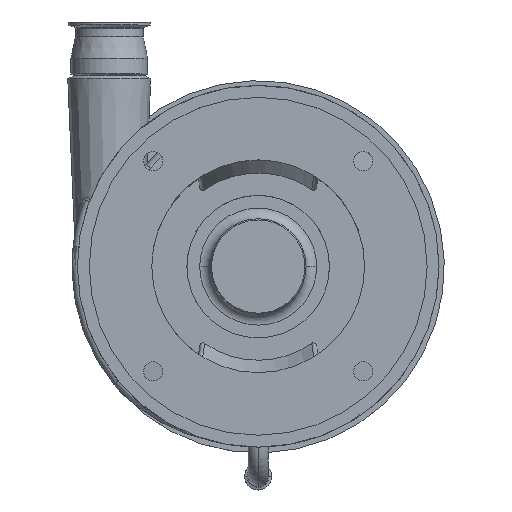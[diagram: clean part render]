
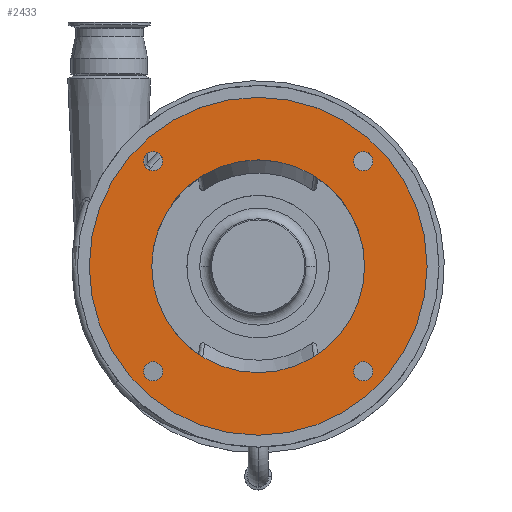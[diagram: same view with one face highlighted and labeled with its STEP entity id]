
A CAD part, top view. The second image highlights one B-rep face of the part: STEP entity #2433.
In plain terms, the highlighted planar face has unit normal (0, 0, 1).
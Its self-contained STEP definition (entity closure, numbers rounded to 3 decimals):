
#26 = AXIS2_PLACEMENT_3D ( 'NONE', #4523, #3266, #14375 ) ;
#54 = ORIENTED_EDGE ( 'NONE', *, *, #3161, .T. ) ;
#90 = DIRECTION ( 'NONE',  ( 1., 0., 0. ) ) ;
#164 = PLANE ( 'NONE',  #291 ) ;
#291 = AXIS2_PLACEMENT_3D ( 'NONE', #14921, #7431, #90 ) ;
#309 = CARTESIAN_POINT ( 'NONE',  ( 89.783, 98.783, 254.5 ) ) ;
#373 = EDGE_LOOP ( 'NONE', ( #4060, #13363 ) ) ;
#407 = ORIENTED_EDGE ( 'NONE', *, *, #10650, .T. ) ;
#415 = AXIS2_PLACEMENT_3D ( 'NONE', #4736, #861, #9644 ) ;
#861 = DIRECTION ( 'NONE',  ( 0., 0., -1. ) ) ;
#1283 = CARTESIAN_POINT ( 'NONE',  ( -98.783, -98.783, 254.5 ) ) ;
#1422 = ORIENTED_EDGE ( 'NONE', *, *, #4374, .T. ) ;
#1621 = CARTESIAN_POINT ( 'NONE',  ( 98.783, 98.783, 254.5 ) ) ;
#1649 = CIRCLE ( 'NONE', #10657, 9. ) ;
#1875 = CIRCLE ( 'NONE', #13474, 158.8 ) ;
#1927 = VERTEX_POINT ( 'NONE', #7278 ) ;
#2090 = AXIS2_PLACEMENT_3D ( 'NONE', #4185, #6776, #12969 ) ;
#2433 = ADVANCED_FACE ( 'NONE', ( #13773, #7584, #13554, #12345, #11117, #8780 ), #164, .T. ) ;
#2508 = CARTESIAN_POINT ( 'NONE',  ( 89.783, -98.783, 254.5 ) ) ;
#2519 = ORIENTED_EDGE ( 'NONE', *, *, #9582, .T. ) ;
#2538 = DIRECTION ( 'NONE',  ( 0., 0., -1. ) ) ;
#2592 = DIRECTION ( 'NONE',  ( 0., 0., -1. ) ) ;
#2669 = DIRECTION ( 'NONE',  ( 1., 0., 0. ) ) ;
#2827 = ORIENTED_EDGE ( 'NONE', *, *, #7877, .T. ) ;
#3161 = EDGE_CURVE ( 'NONE', #8912, #7471, #1875, .T. ) ;
#3226 = ORIENTED_EDGE ( 'NONE', *, *, #12147, .T. ) ;
#3266 = DIRECTION ( 'NONE',  ( 0., 0., -1. ) ) ;
#3735 = CARTESIAN_POINT ( 'NONE',  ( 98.783, 98.783, 254.5 ) ) ;
#3779 = DIRECTION ( 'NONE',  ( 0., 0., -1. ) ) ;
#3865 = CARTESIAN_POINT ( 'NONE',  ( -100., 0., 254.5 ) ) ;
#3881 = EDGE_CURVE ( 'NONE', #6431, #14440, #1649, .T. ) ;
#4060 = ORIENTED_EDGE ( 'NONE', *, *, #8983, .T. ) ;
#4185 = CARTESIAN_POINT ( 'NONE',  ( 98.783, -98.783, 254.5 ) ) ;
#4241 = EDGE_LOOP ( 'NONE', ( #2827, #407 ) ) ;
#4316 = DIRECTION ( 'NONE',  ( 0., 0., -1. ) ) ;
#4374 = EDGE_CURVE ( 'NONE', #4424, #9902, #13788, .T. ) ;
#4424 = VERTEX_POINT ( 'NONE', #6192 ) ;
#4523 = CARTESIAN_POINT ( 'NONE',  ( -98.783, 98.783, 254.5 ) ) ;
#4543 = CIRCLE ( 'NONE', #415, 9. ) ;
#4569 = DIRECTION ( 'NONE',  ( 0., 0., 1. ) ) ;
#4736 = CARTESIAN_POINT ( 'NONE',  ( -98.783, -98.783, 254.5 ) ) ;
#4740 = VERTEX_POINT ( 'NONE', #12407 ) ;
#4943 = ORIENTED_EDGE ( 'NONE', *, *, #9587, .T. ) ;
#5345 = AXIS2_PLACEMENT_3D ( 'NONE', #11893, #4569, #9478 ) ;
#5383 = CIRCLE ( 'NONE', #2090, 9. ) ;
#5416 = DIRECTION ( 'NONE',  ( 0., 0., -1. ) ) ;
#5522 = EDGE_CURVE ( 'NONE', #1927, #13963, #15405, .T. ) ;
#5543 = DIRECTION ( 'NONE',  ( 0., 0., 1. ) ) ;
#5941 = CARTESIAN_POINT ( 'NONE',  ( 107.783, 98.783, 254.5 ) ) ;
#6192 = CARTESIAN_POINT ( 'NONE',  ( -107.783, -98.783, 254.5 ) ) ;
#6242 = EDGE_CURVE ( 'NONE', #7471, #8912, #7161, .T. ) ;
#6302 = CIRCLE ( 'NONE', #7341, 9. ) ;
#6402 = DIRECTION ( 'NONE',  ( 1., 0., 0. ) ) ;
#6431 = VERTEX_POINT ( 'NONE', #2508 ) ;
#6433 = AXIS2_PLACEMENT_3D ( 'NONE', #11772, #15607, #12812 ) ;
#6471 = ORIENTED_EDGE ( 'NONE', *, *, #6242, .T. ) ;
#6671 = CIRCLE ( 'NONE', #12596, 100. ) ;
#6776 = DIRECTION ( 'NONE',  ( 0., 0., -1. ) ) ;
#6897 = CARTESIAN_POINT ( 'NONE',  ( -98.783, 98.783, 254.5 ) ) ;
#6960 = CIRCLE ( 'NONE', #6433, 100. ) ;
#7161 = CIRCLE ( 'NONE', #5345, 158.8 ) ;
#7278 = CARTESIAN_POINT ( 'NONE',  ( -107.783, 98.783, 254.5 ) ) ;
#7341 = AXIS2_PLACEMENT_3D ( 'NONE', #1621, #10233, #10387 ) ;
#7431 = DIRECTION ( 'NONE',  ( 0., 0., 1. ) ) ;
#7438 = DIRECTION ( 'NONE',  ( 1., 0., 0. ) ) ;
#7471 = VERTEX_POINT ( 'NONE', #9808 ) ;
#7584 = FACE_BOUND ( 'NONE', #13018, .T. ) ;
#7850 = CARTESIAN_POINT ( 'NONE',  ( 98.783, -98.783, 254.5 ) ) ;
#7877 = EDGE_CURVE ( 'NONE', #15019, #10416, #11811, .T. ) ;
#8058 = CARTESIAN_POINT ( 'NONE',  ( 0., 0., 254.5 ) ) ;
#8605 = VERTEX_POINT ( 'NONE', #3865 ) ;
#8698 = AXIS2_PLACEMENT_3D ( 'NONE', #6897, #4316, #15384 ) ;
#8780 = FACE_BOUND ( 'NONE', #4241, .T. ) ;
#8818 = CARTESIAN_POINT ( 'NONE',  ( -158.8, 0., 254.5 ) ) ;
#8912 = VERTEX_POINT ( 'NONE', #8818 ) ;
#8983 = EDGE_CURVE ( 'NONE', #8605, #4740, #6671, .T. ) ;
#9178 = ORIENTED_EDGE ( 'NONE', *, *, #5522, .T. ) ;
#9338 = DIRECTION ( 'NONE',  ( 1., 0., 0. ) ) ;
#9478 = DIRECTION ( 'NONE',  ( 1., 0., 0. ) ) ;
#9565 = EDGE_CURVE ( 'NONE', #4740, #8605, #6960, .T. ) ;
#9582 = EDGE_CURVE ( 'NONE', #14440, #6431, #5383, .T. ) ;
#9587 = EDGE_CURVE ( 'NONE', #13963, #1927, #14429, .T. ) ;
#9644 = DIRECTION ( 'NONE',  ( 1., 0., 0. ) ) ;
#9808 = CARTESIAN_POINT ( 'NONE',  ( 158.8, 0., 254.5 ) ) ;
#9902 = VERTEX_POINT ( 'NONE', #14862 ) ;
#10233 = DIRECTION ( 'NONE',  ( 0., 0., -1. ) ) ;
#10387 = DIRECTION ( 'NONE',  ( 1., 0., 0. ) ) ;
#10416 = VERTEX_POINT ( 'NONE', #309 ) ;
#10566 = EDGE_LOOP ( 'NONE', ( #3226, #1422 ) ) ;
#10650 = EDGE_CURVE ( 'NONE', #10416, #15019, #6302, .T. ) ;
#10657 = AXIS2_PLACEMENT_3D ( 'NONE', #7850, #5416, #12684 ) ;
#11117 = FACE_BOUND ( 'NONE', #10566, .T. ) ;
#11772 = CARTESIAN_POINT ( 'NONE',  ( 0., 0., 254.5 ) ) ;
#11811 = CIRCLE ( 'NONE', #12086, 9. ) ;
#11893 = CARTESIAN_POINT ( 'NONE',  ( 0., 0., 254.5 ) ) ;
#12086 = AXIS2_PLACEMENT_3D ( 'NONE', #3735, #2538, #7438 ) ;
#12147 = EDGE_CURVE ( 'NONE', #9902, #4424, #4543, .T. ) ;
#12176 = EDGE_LOOP ( 'NONE', ( #4943, #9178 ) ) ;
#12345 = FACE_BOUND ( 'NONE', #373, .T. ) ;
#12407 = CARTESIAN_POINT ( 'NONE',  ( 100., 0., 254.5 ) ) ;
#12596 = AXIS2_PLACEMENT_3D ( 'NONE', #14819, #3779, #6402 ) ;
#12684 = DIRECTION ( 'NONE',  ( 1., 0., 0. ) ) ;
#12797 = CARTESIAN_POINT ( 'NONE',  ( -89.783, 98.783, 254.5 ) ) ;
#12812 = DIRECTION ( 'NONE',  ( 1., 0., 0. ) ) ;
#12969 = DIRECTION ( 'NONE',  ( 1., 0., 0. ) ) ;
#13018 = EDGE_LOOP ( 'NONE', ( #2519, #14905 ) ) ;
#13148 = CARTESIAN_POINT ( 'NONE',  ( 107.783, -98.783, 254.5 ) ) ;
#13363 = ORIENTED_EDGE ( 'NONE', *, *, #9565, .T. ) ;
#13474 = AXIS2_PLACEMENT_3D ( 'NONE', #8058, #5543, #9338 ) ;
#13554 = FACE_OUTER_BOUND ( 'NONE', #15770, .T. ) ;
#13773 = FACE_BOUND ( 'NONE', #12176, .T. ) ;
#13788 = CIRCLE ( 'NONE', #14039, 9. ) ;
#13963 = VERTEX_POINT ( 'NONE', #12797 ) ;
#14039 = AXIS2_PLACEMENT_3D ( 'NONE', #1283, #2592, #2669 ) ;
#14375 = DIRECTION ( 'NONE',  ( 1., 0., 0. ) ) ;
#14429 = CIRCLE ( 'NONE', #26, 9. ) ;
#14440 = VERTEX_POINT ( 'NONE', #13148 ) ;
#14819 = CARTESIAN_POINT ( 'NONE',  ( 0., 0., 254.5 ) ) ;
#14862 = CARTESIAN_POINT ( 'NONE',  ( -89.783, -98.783, 254.5 ) ) ;
#14905 = ORIENTED_EDGE ( 'NONE', *, *, #3881, .T. ) ;
#14921 = CARTESIAN_POINT ( 'NONE',  ( 0., 0., 254.5 ) ) ;
#15019 = VERTEX_POINT ( 'NONE', #5941 ) ;
#15384 = DIRECTION ( 'NONE',  ( 1., 0., 0. ) ) ;
#15405 = CIRCLE ( 'NONE', #8698, 9. ) ;
#15607 = DIRECTION ( 'NONE',  ( 0., 0., -1. ) ) ;
#15770 = EDGE_LOOP ( 'NONE', ( #6471, #54 ) ) ;
